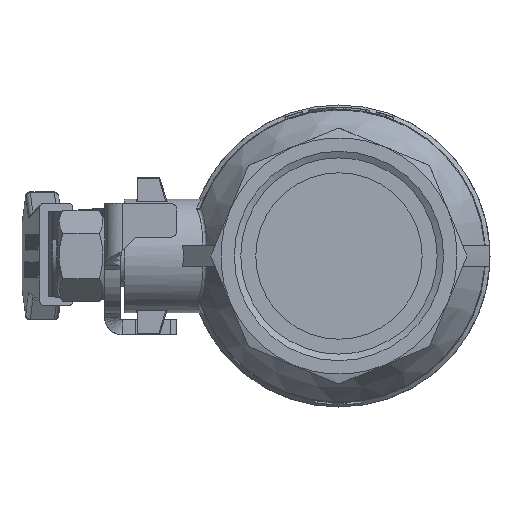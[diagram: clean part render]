
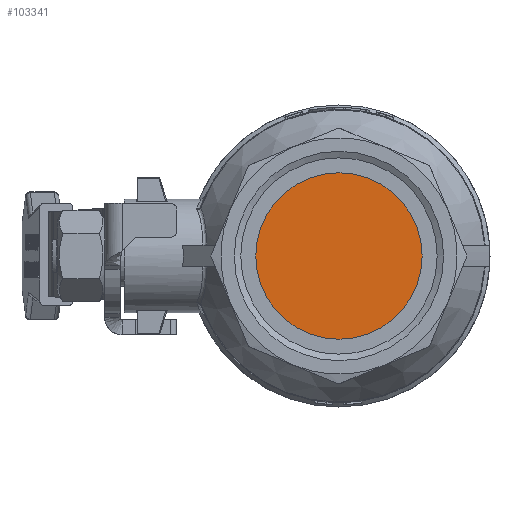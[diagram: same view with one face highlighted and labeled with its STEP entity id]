
A CAD part, left-side view. The second image highlights one B-rep face of the part: STEP entity #103341.
In plain terms, the highlighted planar face has unit normal (-1, 0, 0).
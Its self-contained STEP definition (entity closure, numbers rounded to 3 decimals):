
#63665=CARTESIAN_POINT('',(-27.424,-19.0,0.));
#63666=VERTEX_POINT('',#63665);
#63667=CARTESIAN_POINT('',(-27.424,0.0,0.0));
#63668=DIRECTION('',(1.0,0.0,0.0));
#63669=DIRECTION('',(0.0,1.0,0.0));
#63670=AXIS2_PLACEMENT_3D('',#63667,#63668,#63669);
#63671=CIRCLE('',#63670,19.0);
#63672=EDGE_CURVE('',#63666,#63666,#63671,.T.);
#103333=CARTESIAN_POINT('',(-27.424,-12.398,0.0));
#103334=DIRECTION('',(-1.0,0.0,0.0));
#103335=DIRECTION('',(0.0,0.0,1.0));
#103336=AXIS2_PLACEMENT_3D('',#103333,#103334,#103335);
#103337=PLANE('',#103336);
#103338=ORIENTED_EDGE('',*,*,#63672,.F.);
#103339=EDGE_LOOP('',(#103338));
#103340=FACE_OUTER_BOUND('',#103339,.T.);
#103341=ADVANCED_FACE('',(#103340),#103337,.T.);
